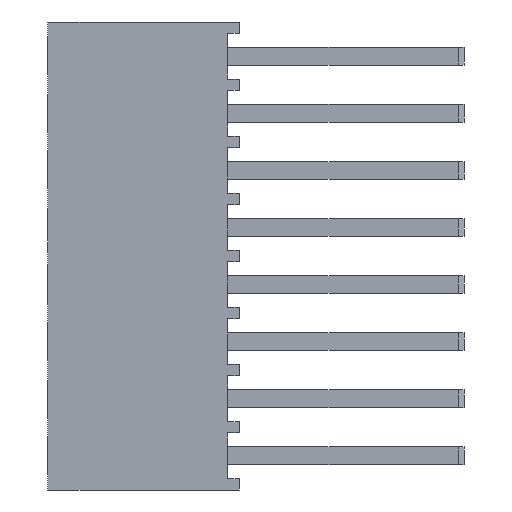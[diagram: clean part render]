
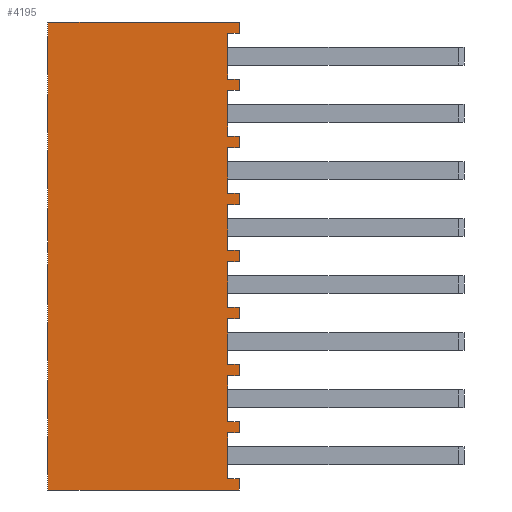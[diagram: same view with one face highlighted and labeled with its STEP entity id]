
A CAD part, left-side view. The second image highlights one B-rep face of the part: STEP entity #4195.
In plain terms, the highlighted planar face has unit normal (-1, 0, 0).
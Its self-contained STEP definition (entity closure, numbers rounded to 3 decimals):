
#118=FACE_OUTER_BOUND('',#348,.T.);
#348=EDGE_LOOP('',(#2934,#2935,#2936,#2937,#2938,#2939,#2940,#2941,#2942,
#2943,#2944,#2945,#2946,#2947,#2948,#2949,#2950,#2951,#2952,#2953,#2954,
#2955,#2956,#2957,#2958,#2959,#2960,#2961,#2962,#2963,#2964,#2965,#2966,
#2967,#2968,#2969));
#762=LINE('',#6153,#1334);
#768=LINE('',#6166,#1340);
#772=LINE('',#6175,#1344);
#776=LINE('',#6184,#1348);
#780=LINE('',#6193,#1352);
#784=LINE('',#6202,#1356);
#788=LINE('',#6211,#1360);
#792=LINE('',#6220,#1364);
#794=LINE('',#6225,#1366);
#795=LINE('',#6226,#1367);
#796=LINE('',#6228,#1368);
#797=LINE('',#6230,#1369);
#798=LINE('',#6232,#1370);
#799=LINE('',#6234,#1371);
#800=LINE('',#6236,#1372);
#801=LINE('',#6238,#1373);
#802=LINE('',#6239,#1374);
#803=LINE('',#6241,#1375);
#804=LINE('',#6243,#1376);
#805=LINE('',#6244,#1377);
#806=LINE('',#6246,#1378);
#807=LINE('',#6248,#1379);
#808=LINE('',#6249,#1380);
#809=LINE('',#6251,#1381);
#810=LINE('',#6253,#1382);
#811=LINE('',#6254,#1383);
#812=LINE('',#6256,#1384);
#813=LINE('',#6258,#1385);
#814=LINE('',#6259,#1386);
#815=LINE('',#6261,#1387);
#816=LINE('',#6263,#1388);
#817=LINE('',#6264,#1389);
#818=LINE('',#6266,#1390);
#819=LINE('',#6268,#1391);
#820=LINE('',#6269,#1392);
#821=LINE('',#6270,#1393);
#1334=VECTOR('',#5007,1.);
#1340=VECTOR('',#5015,1.);
#1344=VECTOR('',#5021,1.);
#1348=VECTOR('',#5027,1.);
#1352=VECTOR('',#5033,1.);
#1356=VECTOR('',#5039,1.);
#1360=VECTOR('',#5045,1.);
#1364=VECTOR('',#5051,1.);
#1366=VECTOR('',#5055,1.);
#1367=VECTOR('',#5056,1.);
#1368=VECTOR('',#5057,1.);
#1369=VECTOR('',#5058,1.);
#1370=VECTOR('',#5059,1.);
#1371=VECTOR('',#5060,1.);
#1372=VECTOR('',#5061,1.);
#1373=VECTOR('',#5062,1.);
#1374=VECTOR('',#5063,1.);
#1375=VECTOR('',#5064,1.);
#1376=VECTOR('',#5065,1.);
#1377=VECTOR('',#5066,1.);
#1378=VECTOR('',#5067,1.);
#1379=VECTOR('',#5068,1.);
#1380=VECTOR('',#5069,1.);
#1381=VECTOR('',#5070,1.);
#1382=VECTOR('',#5071,1.);
#1383=VECTOR('',#5072,1.);
#1384=VECTOR('',#5073,1.);
#1385=VECTOR('',#5074,1.);
#1386=VECTOR('',#5075,1.);
#1387=VECTOR('',#5076,1.);
#1388=VECTOR('',#5077,1.);
#1389=VECTOR('',#5078,1.);
#1390=VECTOR('',#5079,1.);
#1391=VECTOR('',#5080,1.);
#1392=VECTOR('',#5081,1.);
#1393=VECTOR('',#5082,1.);
#1842=VERTEX_POINT('',#6151);
#1843=VERTEX_POINT('',#6152);
#1848=VERTEX_POINT('',#6163);
#1849=VERTEX_POINT('',#6165);
#1852=VERTEX_POINT('',#6172);
#1853=VERTEX_POINT('',#6174);
#1856=VERTEX_POINT('',#6181);
#1857=VERTEX_POINT('',#6183);
#1860=VERTEX_POINT('',#6190);
#1861=VERTEX_POINT('',#6192);
#1864=VERTEX_POINT('',#6199);
#1865=VERTEX_POINT('',#6201);
#1868=VERTEX_POINT('',#6208);
#1869=VERTEX_POINT('',#6210);
#1872=VERTEX_POINT('',#6217);
#1873=VERTEX_POINT('',#6219);
#1874=VERTEX_POINT('',#6223);
#1875=VERTEX_POINT('',#6224);
#1876=VERTEX_POINT('',#6227);
#1877=VERTEX_POINT('',#6229);
#1878=VERTEX_POINT('',#6231);
#1879=VERTEX_POINT('',#6233);
#1880=VERTEX_POINT('',#6235);
#1881=VERTEX_POINT('',#6237);
#1882=VERTEX_POINT('',#6240);
#1883=VERTEX_POINT('',#6242);
#1884=VERTEX_POINT('',#6245);
#1885=VERTEX_POINT('',#6247);
#1886=VERTEX_POINT('',#6250);
#1887=VERTEX_POINT('',#6252);
#1888=VERTEX_POINT('',#6255);
#1889=VERTEX_POINT('',#6257);
#1890=VERTEX_POINT('',#6260);
#1891=VERTEX_POINT('',#6262);
#1892=VERTEX_POINT('',#6265);
#1893=VERTEX_POINT('',#6267);
#2266=EDGE_CURVE('',#1842,#1843,#762,.T.);
#2272=EDGE_CURVE('',#1849,#1848,#768,.T.);
#2276=EDGE_CURVE('',#1853,#1852,#772,.T.);
#2280=EDGE_CURVE('',#1857,#1856,#776,.T.);
#2284=EDGE_CURVE('',#1861,#1860,#780,.T.);
#2288=EDGE_CURVE('',#1865,#1864,#784,.T.);
#2292=EDGE_CURVE('',#1869,#1868,#788,.T.);
#2296=EDGE_CURVE('',#1873,#1872,#792,.T.);
#2298=EDGE_CURVE('',#1874,#1875,#794,.T.);
#2299=EDGE_CURVE('',#1842,#1874,#795,.T.);
#2300=EDGE_CURVE('',#1876,#1843,#796,.T.);
#2301=EDGE_CURVE('',#1877,#1876,#797,.T.);
#2302=EDGE_CURVE('',#1877,#1878,#798,.T.);
#2303=EDGE_CURVE('',#1878,#1879,#799,.T.);
#2304=EDGE_CURVE('',#1880,#1879,#800,.T.);
#2305=EDGE_CURVE('',#1881,#1880,#801,.T.);
#2306=EDGE_CURVE('',#1873,#1881,#802,.T.);
#2307=EDGE_CURVE('',#1882,#1872,#803,.T.);
#2308=EDGE_CURVE('',#1883,#1882,#804,.T.);
#2309=EDGE_CURVE('',#1869,#1883,#805,.T.);
#2310=EDGE_CURVE('',#1884,#1868,#806,.T.);
#2311=EDGE_CURVE('',#1885,#1884,#807,.T.);
#2312=EDGE_CURVE('',#1865,#1885,#808,.T.);
#2313=EDGE_CURVE('',#1886,#1864,#809,.T.);
#2314=EDGE_CURVE('',#1887,#1886,#810,.T.);
#2315=EDGE_CURVE('',#1861,#1887,#811,.T.);
#2316=EDGE_CURVE('',#1888,#1860,#812,.T.);
#2317=EDGE_CURVE('',#1889,#1888,#813,.T.);
#2318=EDGE_CURVE('',#1857,#1889,#814,.T.);
#2319=EDGE_CURVE('',#1890,#1856,#815,.T.);
#2320=EDGE_CURVE('',#1891,#1890,#816,.T.);
#2321=EDGE_CURVE('',#1853,#1891,#817,.T.);
#2322=EDGE_CURVE('',#1892,#1852,#818,.T.);
#2323=EDGE_CURVE('',#1893,#1892,#819,.T.);
#2324=EDGE_CURVE('',#1849,#1893,#820,.T.);
#2325=EDGE_CURVE('',#1875,#1848,#821,.T.);
#2934=ORIENTED_EDGE('',*,*,#2298,.F.);
#2935=ORIENTED_EDGE('',*,*,#2299,.F.);
#2936=ORIENTED_EDGE('',*,*,#2266,.T.);
#2937=ORIENTED_EDGE('',*,*,#2300,.F.);
#2938=ORIENTED_EDGE('',*,*,#2301,.F.);
#2939=ORIENTED_EDGE('',*,*,#2302,.T.);
#2940=ORIENTED_EDGE('',*,*,#2303,.T.);
#2941=ORIENTED_EDGE('',*,*,#2304,.F.);
#2942=ORIENTED_EDGE('',*,*,#2305,.F.);
#2943=ORIENTED_EDGE('',*,*,#2306,.F.);
#2944=ORIENTED_EDGE('',*,*,#2296,.T.);
#2945=ORIENTED_EDGE('',*,*,#2307,.F.);
#2946=ORIENTED_EDGE('',*,*,#2308,.F.);
#2947=ORIENTED_EDGE('',*,*,#2309,.F.);
#2948=ORIENTED_EDGE('',*,*,#2292,.T.);
#2949=ORIENTED_EDGE('',*,*,#2310,.F.);
#2950=ORIENTED_EDGE('',*,*,#2311,.F.);
#2951=ORIENTED_EDGE('',*,*,#2312,.F.);
#2952=ORIENTED_EDGE('',*,*,#2288,.T.);
#2953=ORIENTED_EDGE('',*,*,#2313,.F.);
#2954=ORIENTED_EDGE('',*,*,#2314,.F.);
#2955=ORIENTED_EDGE('',*,*,#2315,.F.);
#2956=ORIENTED_EDGE('',*,*,#2284,.T.);
#2957=ORIENTED_EDGE('',*,*,#2316,.F.);
#2958=ORIENTED_EDGE('',*,*,#2317,.F.);
#2959=ORIENTED_EDGE('',*,*,#2318,.F.);
#2960=ORIENTED_EDGE('',*,*,#2280,.T.);
#2961=ORIENTED_EDGE('',*,*,#2319,.F.);
#2962=ORIENTED_EDGE('',*,*,#2320,.F.);
#2963=ORIENTED_EDGE('',*,*,#2321,.F.);
#2964=ORIENTED_EDGE('',*,*,#2276,.T.);
#2965=ORIENTED_EDGE('',*,*,#2322,.F.);
#2966=ORIENTED_EDGE('',*,*,#2323,.F.);
#2967=ORIENTED_EDGE('',*,*,#2324,.F.);
#2968=ORIENTED_EDGE('',*,*,#2272,.T.);
#2969=ORIENTED_EDGE('',*,*,#2325,.F.);
#3814=PLANE('',#4445);
#4195=ADVANCED_FACE('',(#118),#3814,.F.);
#4445=AXIS2_PLACEMENT_3D('',#6222,#5053,#5054);
#5007=DIRECTION('',(0.,0.,1.));
#5015=DIRECTION('',(0.,0.,1.));
#5021=DIRECTION('',(0.,0.,1.));
#5027=DIRECTION('',(0.,0.,1.));
#5033=DIRECTION('',(0.,0.,1.));
#5039=DIRECTION('',(0.,0.,1.));
#5045=DIRECTION('',(0.,0.,1.));
#5051=DIRECTION('',(0.,0.,1.));
#5053=DIRECTION('center_axis',(1.,0.,0.));
#5054=DIRECTION('ref_axis',(0.,0.,-1.));
#5055=DIRECTION('',(0.,0.,-1.));
#5056=DIRECTION('',(0.,1.,0.));
#5057=DIRECTION('',(0.,-1.,0.));
#5058=DIRECTION('',(0.,0.,1.));
#5059=DIRECTION('',(0.,-1.,0.));
#5060=DIRECTION('',(0.,0.,1.));
#5061=DIRECTION('',(0.,-1.,0.));
#5062=DIRECTION('',(0.,0.,-1.));
#5063=DIRECTION('',(0.,1.,0.));
#5064=DIRECTION('',(0.,-1.,0.));
#5065=DIRECTION('',(0.,0.,-1.));
#5066=DIRECTION('',(0.,1.,0.));
#5067=DIRECTION('',(0.,-1.,0.));
#5068=DIRECTION('',(0.,0.,-1.));
#5069=DIRECTION('',(0.,1.,0.));
#5070=DIRECTION('',(0.,-1.,0.));
#5071=DIRECTION('',(0.,0.,-1.));
#5072=DIRECTION('',(0.,1.,0.));
#5073=DIRECTION('',(0.,-1.,0.));
#5074=DIRECTION('',(0.,0.,-1.));
#5075=DIRECTION('',(0.,1.,0.));
#5076=DIRECTION('',(0.,-1.,0.));
#5077=DIRECTION('',(0.,0.,-1.));
#5078=DIRECTION('',(0.,1.,0.));
#5079=DIRECTION('',(0.,-1.,0.));
#5080=DIRECTION('',(0.,0.,-1.));
#5081=DIRECTION('',(0.,1.,0.));
#5082=DIRECTION('',(0.,-1.,0.));
#6151=CARTESIAN_POINT('',(-1.207,0.,9.906));
#6152=CARTESIAN_POINT('',(-1.207,0.,10.414));
#6153=CARTESIAN_POINT('',(-1.207,0.,-10.414));
#6163=CARTESIAN_POINT('',(-1.207,0.,7.874));
#6165=CARTESIAN_POINT('',(-1.207,0.,7.366));
#6166=CARTESIAN_POINT('',(-1.207,0.,-10.414));
#6172=CARTESIAN_POINT('',(-1.207,0.,5.334));
#6174=CARTESIAN_POINT('',(-1.207,0.,4.826));
#6175=CARTESIAN_POINT('',(-1.207,0.,-10.414));
#6181=CARTESIAN_POINT('',(-1.207,0.,2.794));
#6183=CARTESIAN_POINT('',(-1.207,0.,2.286));
#6184=CARTESIAN_POINT('',(-1.207,0.,-10.414));
#6190=CARTESIAN_POINT('',(-1.207,0.,0.254));
#6192=CARTESIAN_POINT('',(-1.207,0.,-0.254));
#6193=CARTESIAN_POINT('',(-1.207,0.,-10.414));
#6199=CARTESIAN_POINT('',(-1.207,0.,-2.286));
#6201=CARTESIAN_POINT('',(-1.207,0.,-2.794));
#6202=CARTESIAN_POINT('',(-1.207,0.,-10.414));
#6208=CARTESIAN_POINT('',(-1.207,0.,-4.826));
#6210=CARTESIAN_POINT('',(-1.207,0.,-5.334));
#6211=CARTESIAN_POINT('',(-1.207,0.,-10.414));
#6217=CARTESIAN_POINT('',(-1.207,0.,-7.366));
#6219=CARTESIAN_POINT('',(-1.207,0.,-7.874));
#6220=CARTESIAN_POINT('',(-1.207,0.,-10.414));
#6222=CARTESIAN_POINT('Origin',(-1.207,8.509,-10.414));
#6223=CARTESIAN_POINT('',(-1.207,0.508,9.906));
#6224=CARTESIAN_POINT('',(-1.207,0.508,7.874));
#6225=CARTESIAN_POINT('',(-1.207,0.508,9.906));
#6226=CARTESIAN_POINT('',(-1.207,0.,9.906));
#6227=CARTESIAN_POINT('',(-1.207,8.509,10.414));
#6228=CARTESIAN_POINT('',(-1.207,8.509,10.414));
#6229=CARTESIAN_POINT('',(-1.207,8.509,-10.414));
#6230=CARTESIAN_POINT('',(-1.207,8.509,-10.414));
#6231=CARTESIAN_POINT('',(-1.207,0.,-10.414));
#6232=CARTESIAN_POINT('',(-1.207,8.509,-10.414));
#6233=CARTESIAN_POINT('',(-1.207,0.,-9.906));
#6234=CARTESIAN_POINT('',(-1.207,0.,-10.414));
#6235=CARTESIAN_POINT('',(-1.207,0.508,-9.906));
#6236=CARTESIAN_POINT('',(-1.207,0.,-9.906));
#6237=CARTESIAN_POINT('',(-1.207,0.508,-7.874));
#6238=CARTESIAN_POINT('',(-1.207,0.508,-7.874));
#6239=CARTESIAN_POINT('',(-1.207,0.,-7.874));
#6240=CARTESIAN_POINT('',(-1.207,0.508,-7.366));
#6241=CARTESIAN_POINT('',(-1.207,0.,-7.366));
#6242=CARTESIAN_POINT('',(-1.207,0.508,-5.334));
#6243=CARTESIAN_POINT('',(-1.207,0.508,-5.334));
#6244=CARTESIAN_POINT('',(-1.207,0.,-5.334));
#6245=CARTESIAN_POINT('',(-1.207,0.508,-4.826));
#6246=CARTESIAN_POINT('',(-1.207,0.,-4.826));
#6247=CARTESIAN_POINT('',(-1.207,0.508,-2.794));
#6248=CARTESIAN_POINT('',(-1.207,0.508,-2.794));
#6249=CARTESIAN_POINT('',(-1.207,0.,-2.794));
#6250=CARTESIAN_POINT('',(-1.207,0.508,-2.286));
#6251=CARTESIAN_POINT('',(-1.207,0.,-2.286));
#6252=CARTESIAN_POINT('',(-1.207,0.508,-0.254));
#6253=CARTESIAN_POINT('',(-1.207,0.508,-0.254));
#6254=CARTESIAN_POINT('',(-1.207,0.,-0.254));
#6255=CARTESIAN_POINT('',(-1.207,0.508,0.254));
#6256=CARTESIAN_POINT('',(-1.207,0.,0.254));
#6257=CARTESIAN_POINT('',(-1.207,0.508,2.286));
#6258=CARTESIAN_POINT('',(-1.207,0.508,2.286));
#6259=CARTESIAN_POINT('',(-1.207,0.,2.286));
#6260=CARTESIAN_POINT('',(-1.207,0.508,2.794));
#6261=CARTESIAN_POINT('',(-1.207,0.,2.794));
#6262=CARTESIAN_POINT('',(-1.207,0.508,4.826));
#6263=CARTESIAN_POINT('',(-1.207,0.508,4.826));
#6264=CARTESIAN_POINT('',(-1.207,0.,4.826));
#6265=CARTESIAN_POINT('',(-1.207,0.508,5.334));
#6266=CARTESIAN_POINT('',(-1.207,0.,5.334));
#6267=CARTESIAN_POINT('',(-1.207,0.508,7.366));
#6268=CARTESIAN_POINT('',(-1.207,0.508,7.366));
#6269=CARTESIAN_POINT('',(-1.207,0.,7.366));
#6270=CARTESIAN_POINT('',(-1.207,0.,7.874));
